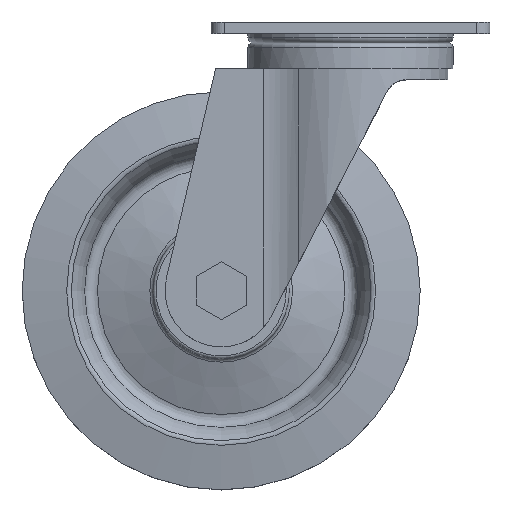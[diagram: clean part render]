
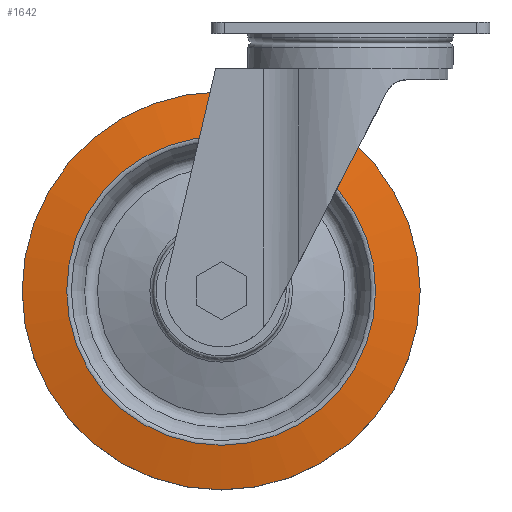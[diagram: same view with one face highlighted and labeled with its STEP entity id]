
A CAD part, top view. The second image highlights one B-rep face of the part: STEP entity #1642.
In plain terms, the highlighted conical face has half-angle 78.949 degrees and reference radius 100 mm.
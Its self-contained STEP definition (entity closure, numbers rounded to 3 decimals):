
#22=CONICAL_SURFACE('',#1839,100.,1.378);
#727=ORIENTED_EDGE('',*,*,#950,.T.);
#728=ORIENTED_EDGE('',*,*,#949,.F.);
#949=EDGE_CURVE('',#1104,#1104,#1187,.T.);
#950=EDGE_CURVE('',#1105,#1105,#1188,.T.);
#1104=VERTEX_POINT('',#2838);
#1105=VERTEX_POINT('',#2841);
#1187=CIRCLE('',#1838,100.);
#1188=CIRCLE('',#1840,77.601);
#1334=EDGE_LOOP('',(#727));
#1335=EDGE_LOOP('',(#728));
#1492=FACE_BOUND('',#1334,.T.);
#1493=FACE_BOUND('',#1335,.T.);
#1642=ADVANCED_FACE('',(#1492,#1493),#22,.T.);
#1838=AXIS2_PLACEMENT_3D('',#2837,#2318,#2319);
#1839=AXIS2_PLACEMENT_3D('',#2839,#2320,#2321);
#1840=AXIS2_PLACEMENT_3D('',#2840,#2322,#2323);
#2318=DIRECTION('',(0.,0.,-1.));
#2319=DIRECTION('',(-1.,0.,0.));
#2320=DIRECTION('',(0.,0.,-1.));
#2321=DIRECTION('',(-1.,0.,0.));
#2322=DIRECTION('',(0.,0.,-1.));
#2323=DIRECTION('',(-1.,0.,0.));
#2837=CARTESIAN_POINT('',(0.,0.,18.75));
#2838=CARTESIAN_POINT('',(-100.,0.,18.75));
#2839=CARTESIAN_POINT('',(0.,0.,18.75));
#2840=CARTESIAN_POINT('',(0.,0.,23.125));
#2841=CARTESIAN_POINT('',(-77.601,0.,23.125));
